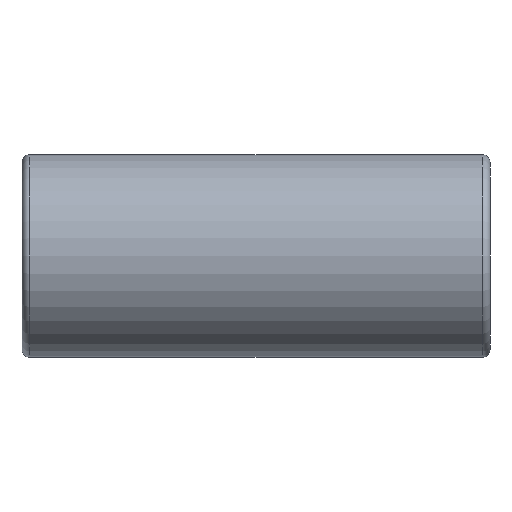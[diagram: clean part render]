
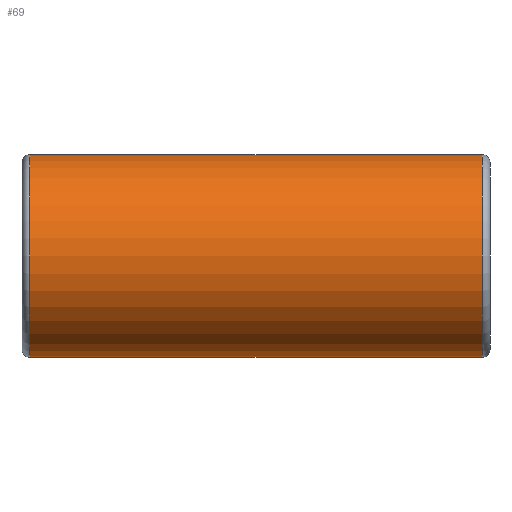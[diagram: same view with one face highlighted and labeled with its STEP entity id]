
A CAD part, left-side view. The second image highlights one B-rep face of the part: STEP entity #69.
In plain terms, the highlighted cylindrical face has radius 6.5 mm (diameter 13 mm), a partial arc.
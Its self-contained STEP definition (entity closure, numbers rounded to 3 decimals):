
#15 = DIRECTION ( 'NONE',  ( 0., 1., 0. ) ) ;
#19 = EDGE_CURVE ( 'NONE', #153, #94, #210, .T. ) ;
#22 = CIRCLE ( 'NONE', #193, 6.5 ) ;
#26 = CARTESIAN_POINT ( 'NONE',  ( 0., 14.5, 6.5 ) ) ;
#27 = ORIENTED_EDGE ( 'NONE', *, *, #396, .T. ) ;
#42 = EDGE_LOOP ( 'NONE', ( #282, #313, #27, #308 ) ) ;
#51 = CARTESIAN_POINT ( 'NONE',  ( 0., 15., 0. ) ) ;
#58 = VECTOR ( 'NONE', #130, 1000. ) ;
#69 = ADVANCED_FACE ( 'NONE', ( #112 ), #170, .T. ) ;
#94 = VERTEX_POINT ( 'NONE', #300 ) ;
#97 = DIRECTION ( 'NONE',  ( 0., -1., 0. ) ) ;
#106 = EDGE_CURVE ( 'NONE', #199, #145, #22, .T. ) ;
#112 = FACE_OUTER_BOUND ( 'NONE', #42, .T. ) ;
#115 = DIRECTION ( 'NONE',  ( 0., -1., 0. ) ) ;
#130 = DIRECTION ( 'NONE',  ( 0., -1., 0. ) ) ;
#142 = DIRECTION ( 'NONE',  ( 0., 0., -1. ) ) ;
#145 = VERTEX_POINT ( 'NONE', #333 ) ;
#153 = VERTEX_POINT ( 'NONE', #203 ) ;
#162 = LINE ( 'NONE', #376, #58 ) ;
#170 = CYLINDRICAL_SURFACE ( 'NONE', #344, 6.5 ) ;
#193 = AXIS2_PLACEMENT_3D ( 'NONE', #270, #361, #302 ) ;
#199 = VERTEX_POINT ( 'NONE', #26 ) ;
#203 = CARTESIAN_POINT ( 'NONE',  ( 0., -14.5, -6.5 ) ) ;
#210 = CIRCLE ( 'NONE', #335, 6.5 ) ;
#270 = CARTESIAN_POINT ( 'NONE',  ( 0., 14.5, 0. ) ) ;
#282 = ORIENTED_EDGE ( 'NONE', *, *, #294, .F. ) ;
#294 = EDGE_CURVE ( 'NONE', #199, #94, #336, .T. ) ;
#300 = CARTESIAN_POINT ( 'NONE',  ( 0., -14.5, 6.5 ) ) ;
#302 = DIRECTION ( 'NONE',  ( 0., 0., 1. ) ) ;
#308 = ORIENTED_EDGE ( 'NONE', *, *, #19, .T. ) ;
#313 = ORIENTED_EDGE ( 'NONE', *, *, #106, .T. ) ;
#320 = CARTESIAN_POINT ( 'NONE',  ( 0., -14.5, 0. ) ) ;
#333 = CARTESIAN_POINT ( 'NONE',  ( 0., 14.5, -6.5 ) ) ;
#335 = AXIS2_PLACEMENT_3D ( 'NONE', #320, #15, #355 ) ;
#336 = LINE ( 'NONE', #398, #383 ) ;
#344 = AXIS2_PLACEMENT_3D ( 'NONE', #51, #115, #142 ) ;
#355 = DIRECTION ( 'NONE',  ( 0., 0., 1. ) ) ;
#361 = DIRECTION ( 'NONE',  ( 0., -1., 0. ) ) ;
#376 = CARTESIAN_POINT ( 'NONE',  ( 0., 15., -6.5 ) ) ;
#383 = VECTOR ( 'NONE', #97, 1000. ) ;
#396 = EDGE_CURVE ( 'NONE', #145, #153, #162, .T. ) ;
#398 = CARTESIAN_POINT ( 'NONE',  ( 0., 15., 6.5 ) ) ;
